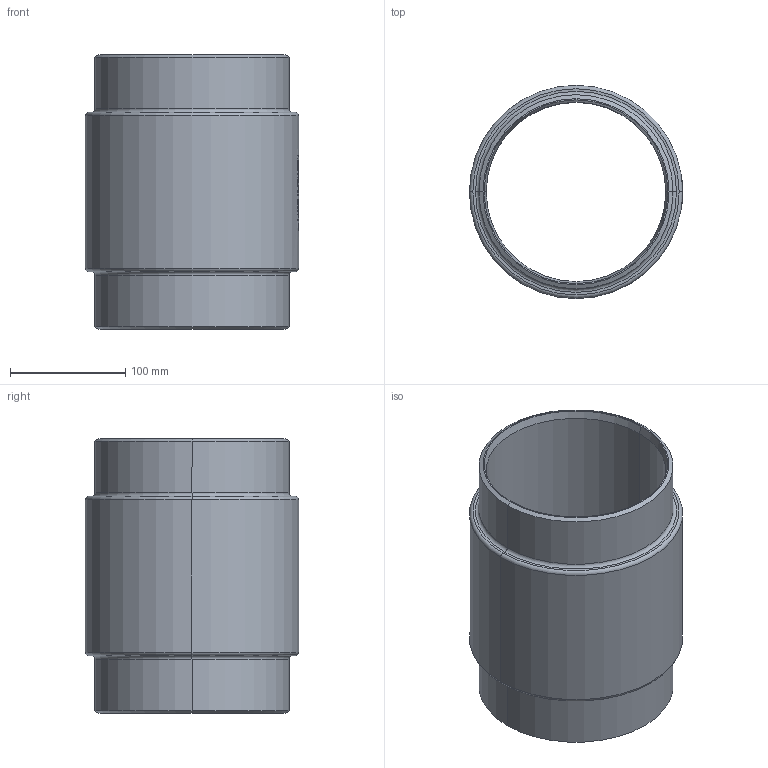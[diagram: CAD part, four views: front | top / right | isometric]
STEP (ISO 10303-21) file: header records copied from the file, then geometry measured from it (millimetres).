
FILE_DESCRIPTION (( 'STEP AP214' ), '1' );
FILE_NAME ('7110000_DN150_ PN40 51420194.STEP', '2022-03-21T10:43:58', ( 'axxx' ), ( 'Hewlett-Packard Company' ), 'SwSTEP 2.0', 'SolidWorks 2019', '' );
FILE_SCHEMA (( 'AUTOMOTIVE_DESIGN' ));
Length unit declared in the file: millimetre
Products named in the file (1): 7110000_DN150_ PN40 51420194
Bounding box: 184.8 x 184.8 x 238 mm (x, y, z)
Volume: 1383740.9 mm3; surface area: 263137.8 mm2
Topology: 1 solids, 1 shells, 512 faces, 1367 edges, 906 vertices
Faces by surface type: plane 261, bspline 196, cylinder 39, torus 8, cone 8
Entity records: 27387 total; most frequent: CARTESIAN_POINT 16010, ORIENTED_EDGE 2734, DIRECTION 1655, EDGE_CURVE 1367, VERTEX_POINT 906, LINE 769, VECTOR 769, EDGE_LOOP 563
